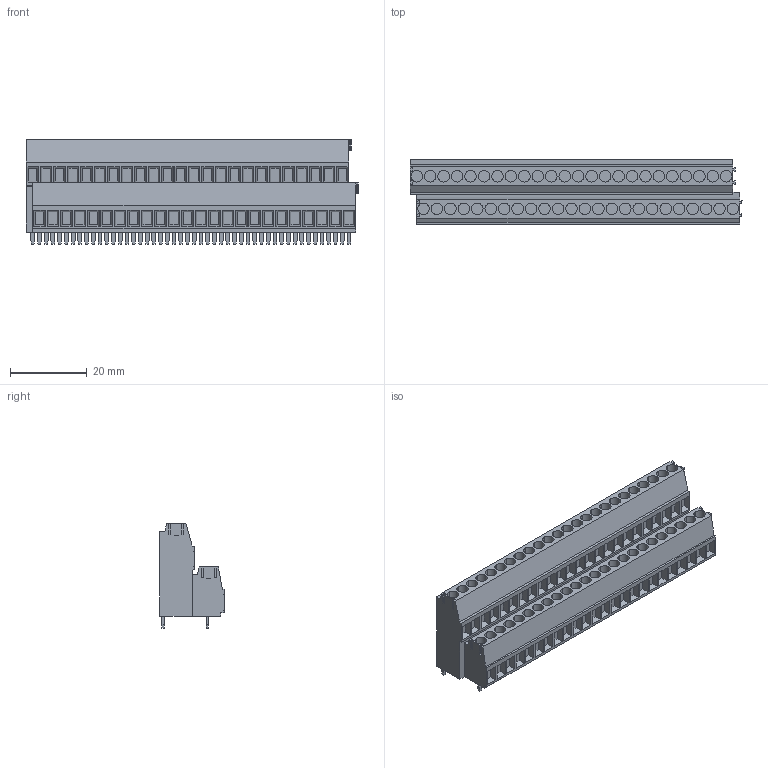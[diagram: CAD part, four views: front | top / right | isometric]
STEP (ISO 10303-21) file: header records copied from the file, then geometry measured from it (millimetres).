
FILE_DESCRIPTION(('CATIA V5 STEP Exchange','CAx-IF Rec.Pracs.--- Model Styling and Organization---1.2---2011-12-15'),'2;1');
FILE_NAME ('D1454739_0_1703920000_1703920000.stp','2018-09-06T17:31:24+00:00',('none'),('Weidmueller'),'CATIA Version 5-6 Release 2014','CATIA V5 STEP AP214','none');
FILE_SCHEMA(('AUTOMOTIVE_DESIGN { 1 0 10303 214 1 1 1 1 }'));
Length unit declared in the file: millimetre
Products named in the file (1): 1703920000
Bounding box: 86.35 x 16.75 x 27.3 mm (x, y, z)
Volume: 23256.1 mm3; surface area: 10304.7 mm2
Topology: 49 solids, 49 shells, 859 faces, 1986 edges, 1321 vertices
Faces by surface type: plane 763, cylinder 96
Entity records: 21827 total; most frequent: CARTESIAN_POINT 4005, ORIENTED_EDGE 3972, DIRECTION 2804, EDGE_CURVE 1986, VECTOR 1602, LINE 1602, VERTEX_POINT 1321, EDGE_LOOP 955
